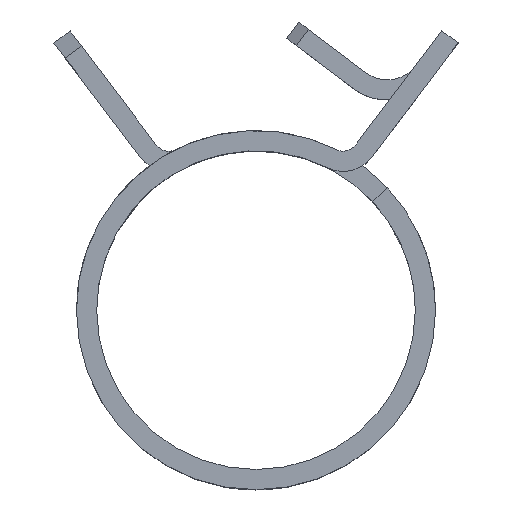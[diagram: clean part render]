
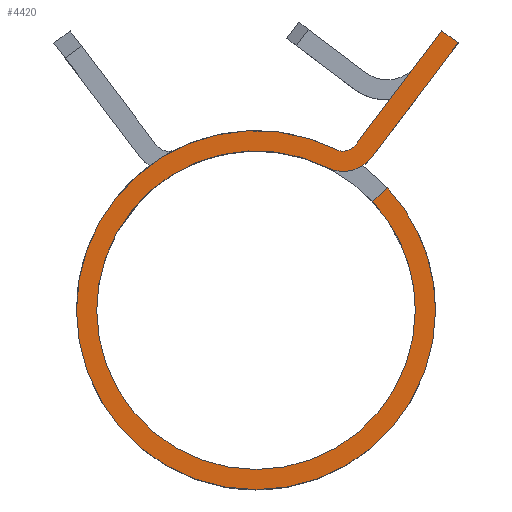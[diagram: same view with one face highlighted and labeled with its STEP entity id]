
A CAD part, top view. The second image highlights one B-rep face of the part: STEP entity #4420.
In plain terms, the highlighted planar face has unit normal (0, 0, 1).
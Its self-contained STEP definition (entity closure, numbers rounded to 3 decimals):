
#4 = DIRECTION ( 'NONE',  ( 1., 0., 0. ) ) ;
#86 = DIRECTION ( 'NONE',  ( 1., 0., 0. ) ) ;
#138 = CIRCLE ( 'NONE', #2642, 1. ) ;
#185 = EDGE_CURVE ( 'NONE', #449, #3682, #6086, .T. ) ;
#204 = DIRECTION ( 'NONE',  ( 0.733, 0.681, 0. ) ) ;
#226 = VERTEX_POINT ( 'NONE', #883 ) ;
#244 = EDGE_CURVE ( 'NONE', #1631, #5381, #3912, .T. ) ;
#259 = CARTESIAN_POINT ( 'NONE',  ( 8.461, 7.862, 6. ) ) ;
#449 = VERTEX_POINT ( 'NONE', #3691 ) ;
#464 = DIRECTION ( 'NONE',  ( 0., 0., 1. ) ) ;
#552 = VECTOR ( 'NONE', #1565, 1000. ) ;
#594 = DIRECTION ( 'NONE',  ( 1., 0., 0. ) ) ;
#619 = ORIENTED_EDGE ( 'NONE', *, *, #853, .F. ) ;
#737 = CIRCLE ( 'NONE', #2935, 10.25 ) ;
#744 = DIRECTION ( 'NONE',  ( 0., 0., 1. ) ) ;
#750 = CARTESIAN_POINT ( 'NONE',  ( -11.55, 0., 6. ) ) ;
#842 = ORIENTED_EDGE ( 'NONE', *, *, #185, .F. ) ;
#853 = EDGE_CURVE ( 'NONE', #5697, #4004, #2560, .T. ) ;
#857 = DIRECTION ( 'NONE',  ( 0., 0., 1. ) ) ;
#883 = CARTESIAN_POINT ( 'NONE',  ( 5.161, 10.333, 6. ) ) ;
#1024 = DIRECTION ( 'NONE',  ( 0., 0., 1. ) ) ;
#1030 = ORIENTED_EDGE ( 'NONE', *, *, #2052, .T. ) ;
#1424 = AXIS2_PLACEMENT_3D ( 'NONE', #3733, #4664, #3148 ) ;
#1515 = DIRECTION ( 'NONE',  ( -0.603, -0.798, 0. ) ) ;
#1565 = DIRECTION ( 'NONE',  ( -0.603, -0.798, 0. ) ) ;
#1576 = PLANE ( 'NONE',  #5967 ) ;
#1628 = AXIS2_PLACEMENT_3D ( 'NONE', #3031, #1024, #594 ) ;
#1631 = VERTEX_POINT ( 'NONE', #3471 ) ;
#1703 = CIRCLE ( 'NONE', #3795, 10.25 ) ;
#1771 = VERTEX_POINT ( 'NONE', #259 ) ;
#1795 = CIRCLE ( 'NONE', #2806, 11.55 ) ;
#1887 = EDGE_CURVE ( 'NONE', #226, #3099, #2739, .T. ) ;
#2052 = EDGE_CURVE ( 'NONE', #5537, #1771, #6097, .T. ) ;
#2105 = CARTESIAN_POINT ( 'NONE',  ( 10.25, 0., 6. ) ) ;
#2120 = ORIENTED_EDGE ( 'NONE', *, *, #3694, .T. ) ;
#2228 = ORIENTED_EDGE ( 'NONE', *, *, #244, .T. ) ;
#2290 = ORIENTED_EDGE ( 'NONE', *, *, #3640, .F. ) ;
#2367 = CARTESIAN_POINT ( 'NONE',  ( 6.406, 10.624, 6. ) ) ;
#2515 = CARTESIAN_POINT ( 'NONE',  ( 7.509, 6.977, 6. ) ) ;
#2544 = EDGE_CURVE ( 'NONE', #4004, #5838, #737, .T. ) ;
#2560 = CIRCLE ( 'NONE', #3347, 10.25 ) ;
#2587 = CARTESIAN_POINT ( 'NONE',  ( 7.509, 6.977, 6. ) ) ;
#2602 = ORIENTED_EDGE ( 'NONE', *, *, #2697, .T. ) ;
#2642 = AXIS2_PLACEMENT_3D ( 'NONE', #5919, #5419, #3506 ) ;
#2697 = EDGE_CURVE ( 'NONE', #5381, #226, #138, .T. ) ;
#2709 = CARTESIAN_POINT ( 'NONE',  ( 7.443, 9.84, 6. ) ) ;
#2739 = CIRCLE ( 'NONE', #1628, 11.55 ) ;
#2806 = AXIS2_PLACEMENT_3D ( 'NONE', #4997, #5458, #4505 ) ;
#2807 = CARTESIAN_POINT ( 'NONE',  ( 13., 17.187, 6. ) ) ;
#2891 = ORIENTED_EDGE ( 'NONE', *, *, #2544, .F. ) ;
#2915 = DIRECTION ( 'NONE',  ( 0., 0., 1. ) ) ;
#2935 = AXIS2_PLACEMENT_3D ( 'NONE', #4753, #2915, #4 ) ;
#3024 = DIRECTION ( 'NONE',  ( 1., 0., 0. ) ) ;
#3031 = CARTESIAN_POINT ( 'NONE',  ( 0., 0., 6. ) ) ;
#3058 = EDGE_CURVE ( 'NONE', #1631, #449, #6027, .T. ) ;
#3076 = CARTESIAN_POINT ( 'NONE',  ( -10.25, 0., 6. ) ) ;
#3099 = VERTEX_POINT ( 'NONE', #750 ) ;
#3131 = ORIENTED_EDGE ( 'NONE', *, *, #5907, .F. ) ;
#3148 = DIRECTION ( 'NONE',  ( 1., 0., 0. ) ) ;
#3241 = VECTOR ( 'NONE', #1515, 1000. ) ;
#3347 = AXIS2_PLACEMENT_3D ( 'NONE', #3825, #464, #86 ) ;
#3369 = DIRECTION ( 'NONE',  ( 0., 0., -1. ) ) ;
#3471 = CARTESIAN_POINT ( 'NONE',  ( 11.963, 17.972, 6. ) ) ;
#3506 = DIRECTION ( 'NONE',  ( 1., 0., 0. ) ) ;
#3518 = LINE ( 'NONE', #2587, #4730 ) ;
#3640 = EDGE_CURVE ( 'NONE', #4720, #1771, #3518, .T. ) ;
#3682 = VERTEX_POINT ( 'NONE', #2709 ) ;
#3691 = CARTESIAN_POINT ( 'NONE',  ( 13., 17.187, 6. ) ) ;
#3694 = EDGE_CURVE ( 'NONE', #3099, #5537, #1795, .T. ) ;
#3733 = CARTESIAN_POINT ( 'NONE',  ( 0., 0., 6. ) ) ;
#3795 = AXIS2_PLACEMENT_3D ( 'NONE', #5061, #857, #4070 ) ;
#3825 = CARTESIAN_POINT ( 'NONE',  ( 0., 0., 6. ) ) ;
#3863 = ORIENTED_EDGE ( 'NONE', *, *, #5336, .F. ) ;
#3912 = LINE ( 'NONE', #4845, #552 ) ;
#4004 = VERTEX_POINT ( 'NONE', #3076 ) ;
#4070 = DIRECTION ( 'NONE',  ( 1., 0., 0. ) ) ;
#4075 = CARTESIAN_POINT ( 'NONE',  ( 11.55, 0., 6. ) ) ;
#4101 = EDGE_LOOP ( 'NONE', ( #4816, #2120, #1030, #2290, #3131, #2891, #619, #3863, #842, #5822, #2228, #2602 ) ) ;
#4193 = CIRCLE ( 'NONE', #5779, 2.3 ) ;
#4227 = VECTOR ( 'NONE', #5009, 1000. ) ;
#4420 = ADVANCED_FACE ( 'NONE', ( #5903 ), #1576, .T. ) ;
#4505 = DIRECTION ( 'NONE',  ( 1., 0., 0. ) ) ;
#4664 = DIRECTION ( 'NONE',  ( 0., 0., 1. ) ) ;
#4720 = VERTEX_POINT ( 'NONE', #2515 ) ;
#4730 = VECTOR ( 'NONE', #204, 1000. ) ;
#4753 = CARTESIAN_POINT ( 'NONE',  ( 0., 0., 6. ) ) ;
#4816 = ORIENTED_EDGE ( 'NONE', *, *, #1887, .T. ) ;
#4824 = CARTESIAN_POINT ( 'NONE',  ( 4.58, 9.17, 6. ) ) ;
#4829 = CARTESIAN_POINT ( 'NONE',  ( 5.608, 11.227, 6. ) ) ;
#4845 = CARTESIAN_POINT ( 'NONE',  ( 11.963, 17.972, 6. ) ) ;
#4997 = CARTESIAN_POINT ( 'NONE',  ( 0., 0., 6. ) ) ;
#5009 = DIRECTION ( 'NONE',  ( 0.798, -0.603, 0. ) ) ;
#5061 = CARTESIAN_POINT ( 'NONE',  ( 0., 0., 6. ) ) ;
#5276 = DIRECTION ( 'NONE',  ( -1., 0., 0. ) ) ;
#5336 = EDGE_CURVE ( 'NONE', #3682, #5697, #4193, .T. ) ;
#5381 = VERTEX_POINT ( 'NONE', #2367 ) ;
#5402 = CARTESIAN_POINT ( 'NONE',  ( 0., 0., 6. ) ) ;
#5419 = DIRECTION ( 'NONE',  ( 0., 0., -1. ) ) ;
#5458 = DIRECTION ( 'NONE',  ( 0., 0., 1. ) ) ;
#5502 = CARTESIAN_POINT ( 'NONE',  ( 11.963, 17.972, 6. ) ) ;
#5537 = VERTEX_POINT ( 'NONE', #4075 ) ;
#5697 = VERTEX_POINT ( 'NONE', #4824 ) ;
#5779 = AXIS2_PLACEMENT_3D ( 'NONE', #4829, #3369, #5276 ) ;
#5822 = ORIENTED_EDGE ( 'NONE', *, *, #3058, .F. ) ;
#5838 = VERTEX_POINT ( 'NONE', #2105 ) ;
#5903 = FACE_OUTER_BOUND ( 'NONE', #4101, .T. ) ;
#5907 = EDGE_CURVE ( 'NONE', #5838, #4720, #1703, .T. ) ;
#5919 = CARTESIAN_POINT ( 'NONE',  ( 5.608, 11.227, 6. ) ) ;
#5967 = AXIS2_PLACEMENT_3D ( 'NONE', #5402, #744, #3024 ) ;
#6027 = LINE ( 'NONE', #5502, #4227 ) ;
#6086 = LINE ( 'NONE', #2807, #3241 ) ;
#6097 = CIRCLE ( 'NONE', #1424, 11.55 ) ;
